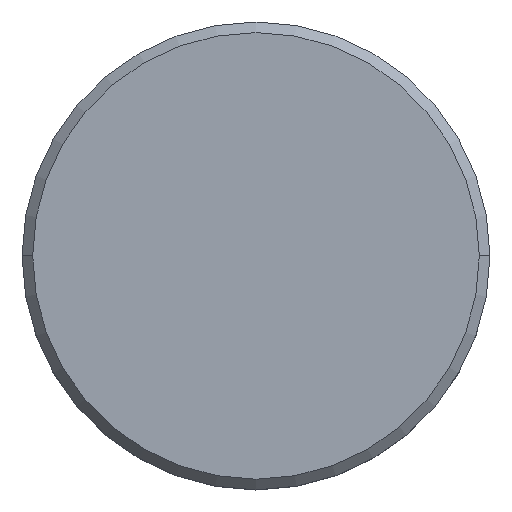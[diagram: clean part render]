
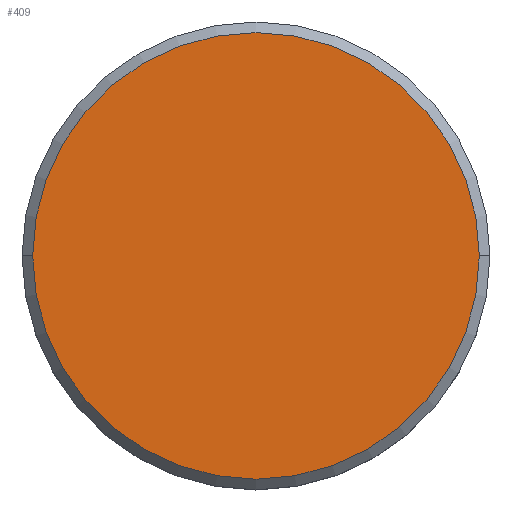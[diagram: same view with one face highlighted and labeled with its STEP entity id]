
A CAD part, top view. The second image highlights one B-rep face of the part: STEP entity #409.
In plain terms, the highlighted planar face has unit normal (0, 0, 1).
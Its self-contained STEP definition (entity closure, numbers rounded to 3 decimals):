
#60 = EDGE_CURVE ( 'NONE', #162, #405, #391, .T. ) ;
#109 = DIRECTION ( 'NONE',  ( 1., 0., 0. ) ) ;
#115 = PLANE ( 'NONE',  #305 ) ;
#119 = DIRECTION ( 'NONE',  ( 1., 0., 0. ) ) ;
#123 = DIRECTION ( 'NONE',  ( 0., 0., 1. ) ) ;
#153 = CARTESIAN_POINT ( 'NONE',  ( 0., 0., 0. ) ) ;
#162 = VERTEX_POINT ( 'NONE', #271 ) ;
#169 = ORIENTED_EDGE ( 'NONE', *, *, #60, .T. ) ;
#186 = AXIS2_PLACEMENT_3D ( 'NONE', #321, #204, #119 ) ;
#204 = DIRECTION ( 'NONE',  ( 0., 0., 1. ) ) ;
#207 = FACE_OUTER_BOUND ( 'NONE', #287, .T. ) ;
#209 = DIRECTION ( 'NONE',  ( 1., 0., 0. ) ) ;
#231 = AXIS2_PLACEMENT_3D ( 'NONE', #317, #324, #109 ) ;
#235 = EDGE_CURVE ( 'NONE', #405, #162, #304, .T. ) ;
#271 = CARTESIAN_POINT ( 'NONE',  ( -10.5, 0., 0. ) ) ;
#287 = EDGE_LOOP ( 'NONE', ( #169, #351 ) ) ;
#293 = CARTESIAN_POINT ( 'NONE',  ( 10.5, 0., 0. ) ) ;
#304 = CIRCLE ( 'NONE', #231, 10.5 ) ;
#305 = AXIS2_PLACEMENT_3D ( 'NONE', #153, #123, #209 ) ;
#317 = CARTESIAN_POINT ( 'NONE',  ( 0., 0., 0. ) ) ;
#321 = CARTESIAN_POINT ( 'NONE',  ( 0., 0., 0. ) ) ;
#324 = DIRECTION ( 'NONE',  ( 0., 0., 1. ) ) ;
#351 = ORIENTED_EDGE ( 'NONE', *, *, #235, .T. ) ;
#391 = CIRCLE ( 'NONE', #186, 10.5 ) ;
#405 = VERTEX_POINT ( 'NONE', #293 ) ;
#409 = ADVANCED_FACE ( 'NONE', ( #207 ), #115, .T. ) ;
